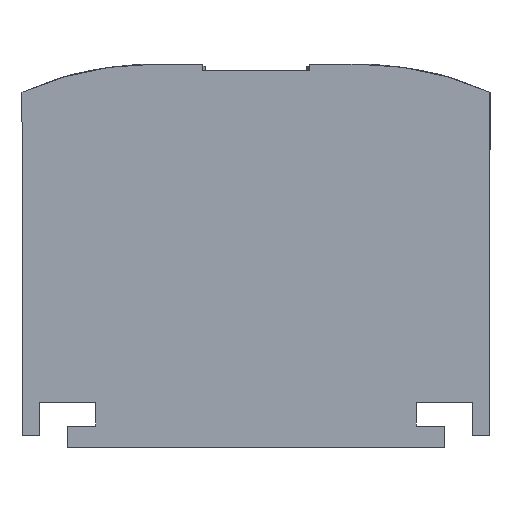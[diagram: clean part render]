
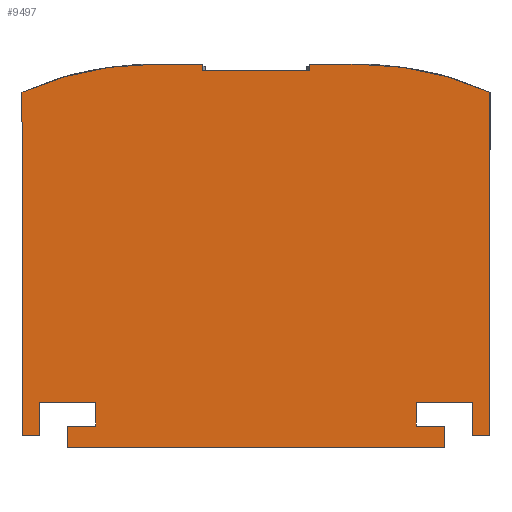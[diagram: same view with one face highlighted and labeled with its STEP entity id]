
A CAD part, left-side view. The second image highlights one B-rep face of the part: STEP entity #9497.
In plain terms, the highlighted face is planar.
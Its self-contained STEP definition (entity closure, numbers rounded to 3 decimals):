
#768=CIRCLE('',#9754,15.);
#771=CIRCLE('',#9774,15.);
#1226=VERTEX_POINT('',#19694);
#1227=VERTEX_POINT('',#19696);
#1238=VERTEX_POINT('',#19769);
#1239=VERTEX_POINT('',#19771);
#1257=VERTEX_POINT('',#20047);
#1258=VERTEX_POINT('',#20049);
#1261=VERTEX_POINT('',#20059);
#1262=VERTEX_POINT('',#20061);
#1263=VERTEX_POINT('',#20065);
#1271=VERTEX_POINT('',#20119);
#1272=VERTEX_POINT('',#20121);
#1601=VERTEX_POINT('',#26292);
#1602=VERTEX_POINT('',#26294);
#1668=VERTEX_POINT('',#27593);
#1669=VERTEX_POINT('',#27595);
#1747=VERTEX_POINT('',#29877);
#1748=VERTEX_POINT('',#29881);
#1749=VERTEX_POINT('',#29885);
#1750=VERTEX_POINT('',#29888);
#1751=VERTEX_POINT('',#29890);
#1752=VERTEX_POINT('',#29895);
#1753=VERTEX_POINT('',#29897);
#2165=VECTOR('',#10746,1.);
#2182=VECTOR('',#10771,1.);
#2188=VECTOR('',#10779,1.);
#2190=VECTOR('',#10782,1.);
#2556=VECTOR('',#11382,1.);
#2618=VECTOR('',#11478,1.);
#2656=VECTOR('',#11541,1.);
#2676=VECTOR('',#11575,1.);
#2706=VECTOR('',#11637,1.);
#2709=VECTOR('',#11641,1.);
#2710=VECTOR('',#11643,1.);
#2711=VECTOR('',#11644,1.);
#2712=VECTOR('',#11645,1.);
#2713=VECTOR('',#11646,1.);
#2714=VECTOR('',#11647,1.);
#2715=VECTOR('',#11648,1.);
#2716=VECTOR('',#11649,1.);
#2717=VECTOR('',#11650,1.);
#2718=VECTOR('',#11651,1.);
#2719=VECTOR('',#11652,1.);
#3148=LINE('',#19772,#2165);
#3165=LINE('',#20050,#2182);
#3171=LINE('',#20062,#2188);
#3173=LINE('',#20066,#2190);
#3539=LINE('',#26293,#2556);
#3601=LINE('',#27594,#2618);
#3639=LINE('',#28214,#2656);
#3659=LINE('',#28298,#2676);
#3689=LINE('',#29876,#2706);
#3692=LINE('',#29882,#2709);
#3693=LINE('',#29884,#2710);
#3694=LINE('',#29886,#2711);
#3695=LINE('',#29887,#2712);
#3696=LINE('',#29889,#2713);
#3697=LINE('',#29891,#2714);
#3698=LINE('',#29892,#2715);
#3699=LINE('',#29893,#2716);
#3700=LINE('',#29894,#2717);
#3701=LINE('',#29896,#2718);
#3702=LINE('',#29898,#2719);
#4318=EDGE_CURVE('',#1227,#1226,#768,.T.);
#4333=EDGE_CURVE('',#1238,#1239,#3148,.T.);
#4356=EDGE_CURVE('',#1258,#1257,#3165,.T.);
#4362=EDGE_CURVE('',#1262,#1261,#3171,.T.);
#4364=EDGE_CURVE('',#1262,#1263,#3173,.T.);
#4376=EDGE_CURVE('',#1272,#1271,#771,.T.);
#4893=EDGE_CURVE('',#1602,#1601,#3539,.T.);
#4988=EDGE_CURVE('',#1668,#1669,#3601,.T.);
#5036=EDGE_CURVE('',#1602,#1668,#3639,.T.);
#5062=EDGE_CURVE('',#1227,#1601,#3659,.T.);
#5123=EDGE_CURVE('',#1226,#1747,#3689,.T.);
#5126=EDGE_CURVE('',#1748,#1747,#3692,.T.);
#5127=EDGE_CURVE('',#1257,#1749,#3693,.T.);
#5128=EDGE_CURVE('',#1258,#1261,#3694,.T.);
#5129=EDGE_CURVE('',#1263,#1750,#3695,.T.);
#5130=EDGE_CURVE('',#1750,#1751,#3696,.T.);
#5131=EDGE_CURVE('',#1272,#1751,#3697,.T.);
#5132=EDGE_CURVE('',#1271,#1669,#3698,.T.);
#5133=EDGE_CURVE('',#1238,#1748,#3699,.T.);
#5134=EDGE_CURVE('',#1239,#1752,#3700,.T.);
#5135=EDGE_CURVE('',#1753,#1752,#3701,.T.);
#5136=EDGE_CURVE('',#1753,#1749,#3702,.T.);
#7654=ORIENTED_EDGE('',*,*,#5127,.F.);
#7655=ORIENTED_EDGE('',*,*,#4356,.F.);
#7656=ORIENTED_EDGE('',*,*,#5128,.T.);
#7657=ORIENTED_EDGE('',*,*,#4362,.F.);
#7658=ORIENTED_EDGE('',*,*,#4364,.T.);
#7659=ORIENTED_EDGE('',*,*,#5129,.T.);
#7660=ORIENTED_EDGE('',*,*,#5130,.T.);
#7661=ORIENTED_EDGE('',*,*,#5131,.F.);
#7662=ORIENTED_EDGE('',*,*,#4376,.T.);
#7663=ORIENTED_EDGE('',*,*,#5132,.T.);
#7664=ORIENTED_EDGE('',*,*,#4988,.F.);
#7665=ORIENTED_EDGE('',*,*,#5036,.F.);
#7666=ORIENTED_EDGE('',*,*,#4893,.T.);
#7667=ORIENTED_EDGE('',*,*,#5062,.F.);
#7668=ORIENTED_EDGE('',*,*,#4318,.T.);
#7669=ORIENTED_EDGE('',*,*,#5123,.T.);
#7670=ORIENTED_EDGE('',*,*,#5126,.F.);
#7671=ORIENTED_EDGE('',*,*,#5133,.F.);
#7672=ORIENTED_EDGE('',*,*,#4333,.T.);
#7673=ORIENTED_EDGE('',*,*,#5134,.T.);
#7674=ORIENTED_EDGE('',*,*,#5135,.F.);
#7675=ORIENTED_EDGE('',*,*,#5136,.T.);
#8540=EDGE_LOOP('',(#7654,#7655,#7656,#7657,#7658,#7659,#7660,#7661,#7662,
#7663,#7664,#7665,#7666,#7667,#7668,#7669,#7670,#7671,#7672,#7673,#7674,
#7675));
#9020=FACE_BOUND('',#8540,.T.);
#9497=ADVANCED_FACE('',(#9020),#30937,.T.);
#9754=AXIS2_PLACEMENT_3D('',#19695,#10726,#10727);
#9774=AXIS2_PLACEMENT_3D('',#20120,#10797,#10798);
#10040=AXIS2_PLACEMENT_3D('',#29883,#11642,$);
#10726=DIRECTION('',(0.,0.,-1.));
#10727=DIRECTION('',(-13.482,6.576,0.));
#10746=DIRECTION('',(-0.974,0.225,0.));
#10771=DIRECTION('',(-0.225,-0.974,0.));
#10779=DIRECTION('',(-0.225,-0.974,0.));
#10782=DIRECTION('',(-0.974,0.225,0.));
#10797=DIRECTION('',(0.,0.,-1.));
#10798=DIRECTION('',(13.482,-6.576,0.));
#11382=DIRECTION('',(0.225,0.974,0.));
#11478=DIRECTION('',(0.225,0.974,0.));
#11541=DIRECTION('',(-0.974,0.225,0.));
#11575=DIRECTION('',(-0.974,0.225,0.));
#11637=DIRECTION('',(-0.225,-0.974,0.));
#11641=DIRECTION('',(0.974,-0.225,0.));
#11642=DIRECTION('',(0.,0.,-1.));
#11643=DIRECTION('',(0.974,-0.225,0.));
#11644=DIRECTION('',(0.974,-0.225,0.));
#11645=DIRECTION('',(-0.225,-0.974,0.));
#11646=DIRECTION('',(-0.974,0.225,0.));
#11647=DIRECTION('',(-0.225,-0.974,0.));
#11648=DIRECTION('',(0.974,-0.225,0.));
#11649=DIRECTION('',(-0.225,-0.974,0.));
#11650=DIRECTION('',(-0.225,-0.974,0.));
#11651=DIRECTION('',(-0.974,0.225,0.));
#11652=DIRECTION('',(-0.225,-0.974,0.));
#19694=CARTESIAN_POINT('',(15.745,14.969,37.546));
#19695=CARTESIAN_POINT('',(6.731,2.979,37.546));
#19696=CARTESIAN_POINT('',(10.105,17.595,37.546));
#19769=CARTESIAN_POINT('',(11.746,1.206,37.546));
#19771=CARTESIAN_POINT('',(9.213,1.791,37.546));
#19772=CARTESIAN_POINT('',(11.746,1.206,37.546));
#20047=CARTESIAN_POINT('',(-6.947,3.366,37.546));
#20049=CARTESIAN_POINT('',(-6.722,4.341,37.546));
#20050=CARTESIAN_POINT('',(-6.722,4.341,37.546));
#20059=CARTESIAN_POINT('',(-5.455,4.048,37.546));
#20061=CARTESIAN_POINT('',(-5.208,5.12,37.546));
#20062=CARTESIAN_POINT('',(-5.208,5.12,37.546));
#20065=CARTESIAN_POINT('',(-7.741,5.705,37.546));
#20066=CARTESIAN_POINT('',(-5.208,5.12,37.546));
#20119=CARTESIAN_POINT('',(0.919,19.716,37.546));
#20120=CARTESIAN_POINT('',(-2.456,5.1,37.546));
#20121=CARTESIAN_POINT('',(-5.301,19.828,37.546));
#26292=CARTESIAN_POINT('',(7.903,18.103,37.546));
#26293=CARTESIAN_POINT('',(7.836,17.811,37.546));
#26294=CARTESIAN_POINT('',(7.836,17.811,37.546));
#27593=CARTESIAN_POINT('',(3.053,18.915,37.546));
#27594=CARTESIAN_POINT('',(3.053,18.915,37.546));
#27595=CARTESIAN_POINT('',(3.12,19.208,37.546));
#28214=CARTESIAN_POINT('',(7.836,17.811,37.546));
#28298=CARTESIAN_POINT('',(10.105,17.595,37.546));
#29876=CARTESIAN_POINT('',(15.745,14.969,37.546));
#29877=CARTESIAN_POINT('',(12.177,-0.485,37.546));
#29881=CARTESIAN_POINT('',(11.398,-0.305,37.546));
#29882=CARTESIAN_POINT('',(11.398,-0.305,37.546));
#29883=CARTESIAN_POINT('',(3.124,8.533,37.546));
#29884=CARTESIAN_POINT('',(-6.947,3.366,37.546));
#29885=CARTESIAN_POINT('',(10.007,-0.548,37.546));
#29886=CARTESIAN_POINT('',(-6.722,4.341,37.546));
#29887=CARTESIAN_POINT('',(-7.741,5.705,37.546));
#29888=CARTESIAN_POINT('',(-8.09,4.195,37.546));
#29889=CARTESIAN_POINT('',(-8.09,4.195,37.546));
#29890=CARTESIAN_POINT('',(-8.869,4.375,37.546));
#29891=CARTESIAN_POINT('',(-5.301,19.828,37.546));
#29892=CARTESIAN_POINT('',(0.919,19.716,37.546));
#29893=CARTESIAN_POINT('',(11.746,1.206,37.546));
#29894=CARTESIAN_POINT('',(9.213,1.791,37.546));
#29895=CARTESIAN_POINT('',(8.965,0.719,37.546));
#29896=CARTESIAN_POINT('',(10.232,0.426,37.546));
#29897=CARTESIAN_POINT('',(10.232,0.426,37.546));
#29898=CARTESIAN_POINT('',(10.232,0.426,37.546));
#30937=PLANE('',#10040);
